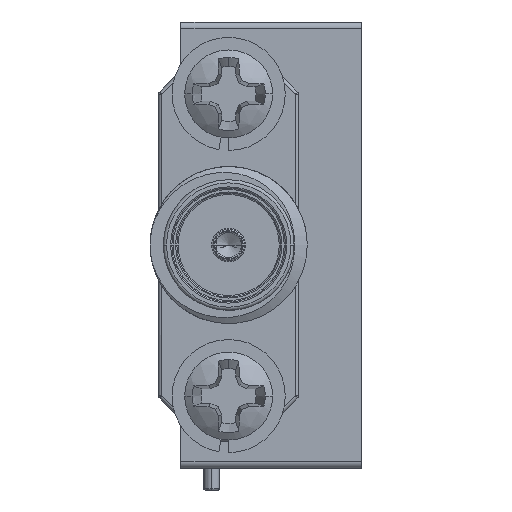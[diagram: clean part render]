
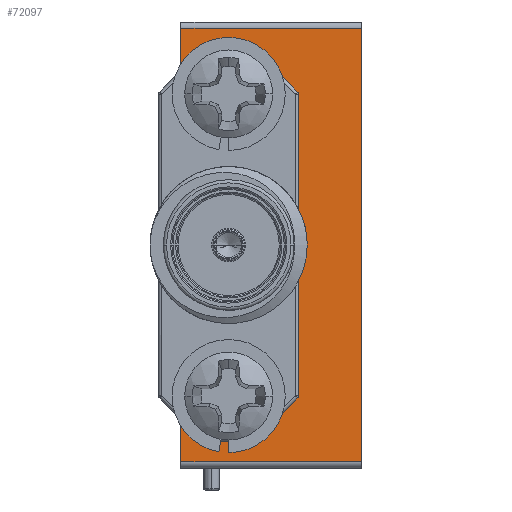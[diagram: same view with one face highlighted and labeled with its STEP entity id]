
A CAD part, left-side view. The second image highlights one B-rep face of the part: STEP entity #72097.
In plain terms, the highlighted planar face has unit normal (-1, 0, 0).
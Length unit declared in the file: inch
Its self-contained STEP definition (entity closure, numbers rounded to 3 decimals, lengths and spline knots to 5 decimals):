
#164 = AXIS2_PLACEMENT_3D ( 'NONE', #44241, #68941, #16745 ) ;
#466 = ORIENTED_EDGE ( 'NONE', *, *, #44202, .F. ) ;
#2882 = ORIENTED_EDGE ( 'NONE', *, *, #30960, .F. ) ;
#3447 = ORIENTED_EDGE ( 'NONE', *, *, #44399, .F. ) ;
#4458 = CARTESIAN_POINT ( 'NONE',  ( -0.54, 0.14, -0.182 ) ) ;
#5401 = CARTESIAN_POINT ( 'NONE',  ( -0.54, 0.212, -0.2405 ) ) ;
#6184 = VECTOR ( 'NONE', #15987, 39.37008 ) ;
#6473 = CARTESIAN_POINT ( 'NONE',  ( -0.54, 0., -0.345 ) ) ;
#8251 = CARTESIAN_POINT ( 'NONE',  ( -0.54, 0.288, 0.345 ) ) ;
#9309 = VERTEX_POINT ( 'NONE', #25768 ) ;
#10527 = CARTESIAN_POINT ( 'NONE',  ( -0.54, 0., -0.355 ) ) ;
#11565 = LINE ( 'NONE', #27213, #28763 ) ;
#11680 = CARTESIAN_POINT ( 'NONE',  ( -0.54, 0.288, -0.355 ) ) ;
#14373 = LINE ( 'NONE', #61956, #74807 ) ;
#15005 = ORIENTED_EDGE ( 'NONE', *, *, #25268, .T. ) ;
#15712 = DIRECTION ( 'NONE',  ( 0., 0., 1. ) ) ;
#15834 = LINE ( 'NONE', #39114, #54231 ) ;
#15987 = DIRECTION ( 'NONE',  ( 0., 0., 1. ) ) ;
#16745 = DIRECTION ( 'NONE',  ( 0., 0., 1. ) ) ;
#16803 = DIRECTION ( 'NONE',  ( 0., 0., 1. ) ) ;
#17234 = CARTESIAN_POINT ( 'NONE',  ( -0.54, 0.288, -0.182 ) ) ;
#17964 = VERTEX_POINT ( 'NONE', #65043 ) ;
#19039 = VERTEX_POINT ( 'NONE', #30256 ) ;
#19332 = CIRCLE ( 'NONE', #54608, 0.0525 ) ;
#21624 = DIRECTION ( 'NONE',  ( 0., 0., 1. ) ) ;
#23531 = DIRECTION ( 'NONE',  ( 0., 0., -1. ) ) ;
#25268 = EDGE_CURVE ( 'NONE', #33905, #62390, #40319, .T. ) ;
#25510 = EDGE_CURVE ( 'NONE', #17964, #74837, #15834, .T. ) ;
#25581 = CARTESIAN_POINT ( 'NONE',  ( -0.54, 0.212, 0.293 ) ) ;
#25726 = ORIENTED_EDGE ( 'NONE', *, *, #51549, .T. ) ;
#25768 = CARTESIAN_POINT ( 'NONE',  ( -0.54, 0.288, 0.345 ) ) ;
#25844 = DIRECTION ( 'NONE',  ( 0., 1., 0. ) ) ;
#26064 = VERTEX_POINT ( 'NONE', #25581 ) ;
#26245 = VERTEX_POINT ( 'NONE', #66921 ) ;
#27213 = CARTESIAN_POINT ( 'NONE',  ( -0.54, 0.288, -0.355 ) ) ;
#27694 = VERTEX_POINT ( 'NONE', #69345 ) ;
#27799 = LINE ( 'NONE', #68179, #6184 ) ;
#28763 = VECTOR ( 'NONE', #34854, 39.37008 ) ;
#29331 = EDGE_CURVE ( 'NONE', #27694, #68561, #19332, .T. ) ;
#29997 = EDGE_CURVE ( 'NONE', #26064, #26245, #41366, .T. ) ;
#30256 = CARTESIAN_POINT ( 'NONE',  ( -0.54, 0.288, -0.345 ) ) ;
#30394 = AXIS2_PLACEMENT_3D ( 'NONE', #46182, #40484, #16803 ) ;
#30789 = LINE ( 'NONE', #35375, #68405 ) ;
#30960 = EDGE_CURVE ( 'NONE', #57255, #17964, #27799, .T. ) ;
#31220 = LINE ( 'NONE', #8251, #49826 ) ;
#33164 = CIRCLE ( 'NONE', #164, 0.0525 ) ;
#33347 = ORIENTED_EDGE ( 'NONE', *, *, #41516, .F. ) ;
#33550 = DIRECTION ( 'NONE',  ( 0., 0., 1. ) ) ;
#33905 = VERTEX_POINT ( 'NONE', #6473 ) ;
#34854 = DIRECTION ( 'NONE',  ( 0., 0., 1. ) ) ;
#35375 = CARTESIAN_POINT ( 'NONE',  ( -0.54, 0.288, -0.345 ) ) ;
#35610 = AXIS2_PLACEMENT_3D ( 'NONE', #11680, #52086, #23531 ) ;
#35698 = ORIENTED_EDGE ( 'NONE', *, *, #49697, .T. ) ;
#38555 = ORIENTED_EDGE ( 'NONE', *, *, #29331, .F. ) ;
#38912 = VECTOR ( 'NONE', #15712, 39.37008 ) ;
#39114 = CARTESIAN_POINT ( 'NONE',  ( -0.54, 0.14, 0.182 ) ) ;
#40234 = EDGE_CURVE ( 'NONE', #57255, #71848, #14373, .T. ) ;
#40319 = LINE ( 'NONE', #10527, #44449 ) ;
#40484 = DIRECTION ( 'NONE',  ( -1., 0., 0. ) ) ;
#40779 = CARTESIAN_POINT ( 'NONE',  ( -0.54, 0.212, -0.293 ) ) ;
#41366 = CIRCLE ( 'NONE', #30394, 0.0525 ) ;
#41516 = EDGE_CURVE ( 'NONE', #74837, #9309, #11565, .T. ) ;
#44202 = EDGE_CURVE ( 'NONE', #19039, #71848, #73669, .T. ) ;
#44241 = CARTESIAN_POINT ( 'NONE',  ( -0.54, 0.212, -0.2405 ) ) ;
#44399 = EDGE_CURVE ( 'NONE', #26245, #26064, #68113, .T. ) ;
#44449 = VECTOR ( 'NONE', #21624, 39.37008 ) ;
#44510 = FACE_BOUND ( 'NONE', #50745, .T. ) ;
#44636 = ORIENTED_EDGE ( 'NONE', *, *, #25510, .F. ) ;
#46182 = CARTESIAN_POINT ( 'NONE',  ( -0.54, 0.212, 0.2405 ) ) ;
#48816 = FACE_BOUND ( 'NONE', #74473, .T. ) ;
#49239 = EDGE_LOOP ( 'NONE', ( #15005, #35698, #33347, #44636, #2882, #68551, #466, #25726 ) ) ;
#49697 = EDGE_CURVE ( 'NONE', #62390, #9309, #31220, .T. ) ;
#49826 = VECTOR ( 'NONE', #25844, 39.37008 ) ;
#50320 = DIRECTION ( 'NONE',  ( -1., 0., 0. ) ) ;
#50745 = EDGE_LOOP ( 'NONE', ( #71572, #3447 ) ) ;
#51209 = DIRECTION ( 'NONE',  ( 0., 0., 1. ) ) ;
#51213 = ORIENTED_EDGE ( 'NONE', *, *, #63566, .F. ) ;
#51549 = EDGE_CURVE ( 'NONE', #19039, #33905, #30789, .T. ) ;
#52086 = DIRECTION ( 'NONE',  ( 1., 0., 0. ) ) ;
#54231 = VECTOR ( 'NONE', #63435, 39.37008 ) ;
#54356 = DIRECTION ( 'NONE',  ( 0., -1., 0. ) ) ;
#54608 = AXIS2_PLACEMENT_3D ( 'NONE', #5401, #57631, #51209 ) ;
#54736 = AXIS2_PLACEMENT_3D ( 'NONE', #57477, #50320, #33550 ) ;
#56071 = CARTESIAN_POINT ( 'NONE',  ( -0.54, 0.288, -0.355 ) ) ;
#57255 = VERTEX_POINT ( 'NONE', #4458 ) ;
#57477 = CARTESIAN_POINT ( 'NONE',  ( -0.54, 0.212, 0.2405 ) ) ;
#57631 = DIRECTION ( 'NONE',  ( -1., 0., 0. ) ) ;
#61360 = CARTESIAN_POINT ( 'NONE',  ( -0.54, 0.288, 0.182 ) ) ;
#61956 = CARTESIAN_POINT ( 'NONE',  ( -0.54, 0.14, -0.182 ) ) ;
#62390 = VERTEX_POINT ( 'NONE', #64146 ) ;
#63435 = DIRECTION ( 'NONE',  ( 0., 1., 0. ) ) ;
#63566 = EDGE_CURVE ( 'NONE', #68561, #27694, #33164, .T. ) ;
#64146 = CARTESIAN_POINT ( 'NONE',  ( -0.54, 0., 0.345 ) ) ;
#65043 = CARTESIAN_POINT ( 'NONE',  ( -0.54, 0.14, 0.182 ) ) ;
#66921 = CARTESIAN_POINT ( 'NONE',  ( -0.54, 0.212, 0.188 ) ) ;
#68106 = PLANE ( 'NONE',  #35610 ) ;
#68113 = CIRCLE ( 'NONE', #54736, 0.0525 ) ;
#68179 = CARTESIAN_POINT ( 'NONE',  ( -0.54, 0.14, 0.182 ) ) ;
#68405 = VECTOR ( 'NONE', #54356, 39.37008 ) ;
#68551 = ORIENTED_EDGE ( 'NONE', *, *, #40234, .T. ) ;
#68561 = VERTEX_POINT ( 'NONE', #40779 ) ;
#68941 = DIRECTION ( 'NONE',  ( -1., 0., 0. ) ) ;
#69345 = CARTESIAN_POINT ( 'NONE',  ( -0.54, 0.212, -0.188 ) ) ;
#71572 = ORIENTED_EDGE ( 'NONE', *, *, #29997, .F. ) ;
#71848 = VERTEX_POINT ( 'NONE', #17234 ) ;
#72097 = ADVANCED_FACE ( 'NONE', ( #48816, #72449, #44510 ), #68106, .F. ) ;
#72449 = FACE_OUTER_BOUND ( 'NONE', #49239, .T. ) ;
#73470 = DIRECTION ( 'NONE',  ( 0., 1., 0. ) ) ;
#73669 = LINE ( 'NONE', #56071, #38912 ) ;
#74473 = EDGE_LOOP ( 'NONE', ( #38555, #51213 ) ) ;
#74807 = VECTOR ( 'NONE', #73470, 39.37008 ) ;
#74837 = VERTEX_POINT ( 'NONE', #61360 ) ;
